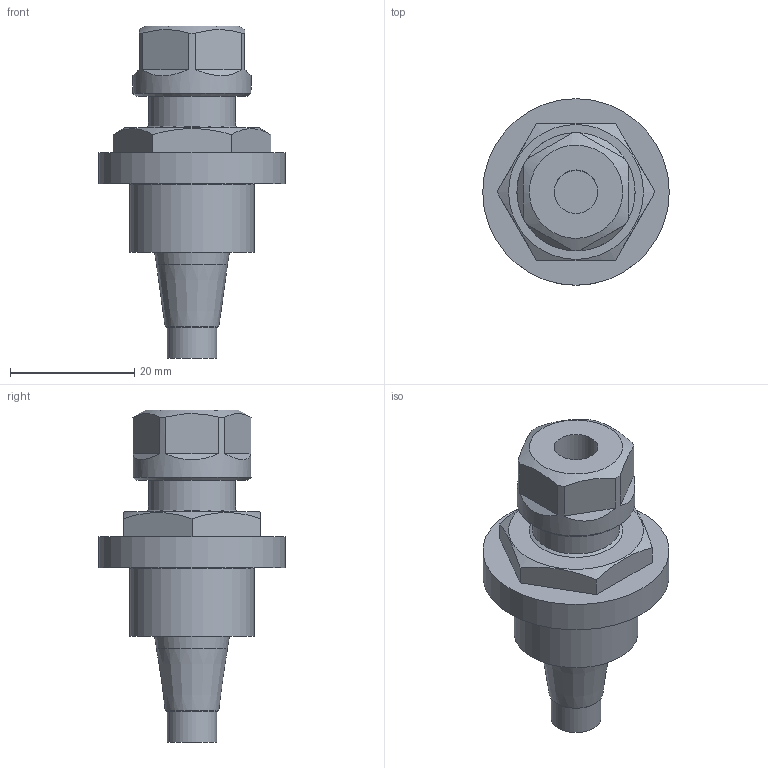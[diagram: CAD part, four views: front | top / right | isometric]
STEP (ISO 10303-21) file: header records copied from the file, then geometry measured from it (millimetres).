
FILE_DESCRIPTION(/* description */ (''),/* implementation_level */ '2;1');
FILE_NAME(/* name */ '836621_stp.stp',/* time_stamp */ '2017-05-08T07:45:24+02:00',/* author */ (''),/* organization */ (''),/* preprocessor_version */ 'ST-DEVELOPER v15',/* originating_system */ 'SIEMENS PLM Software NX 9.0',/* authorisation */ '');
FILE_SCHEMA (('AUTOMOTIVE_DESIGN { 1 0 10303 214 3 1 1 1 }'));
Length unit declared in the file: millimetre
Products named in the file (1): reic18D0476Dmbfe
Bounding box: 30 x 30 x 53.4 mm (x, y, z)
Volume: 12308.2 mm3; surface area: 5122.5 mm2
Topology: 1 solids, 1 shells, 41 faces, 92 edges, 60 vertices
Faces by surface type: plane 27, cylinder 6, cone 6, torus 2
Full cylindrical faces by diameter (mm): 7 x1, 8 x1, 14 x1, 19 x1, 20 x1, 30 x1
Entity records: 1108 total; most frequent: CARTESIAN_POINT 232, DIRECTION 178, ORIENTED_EDGE 148, EDGE_CURVE 74, AXIS2_PLACEMENT_3D 74, EDGE_LOOP 62, VERTEX_POINT 56, FACE_BOUND 42
